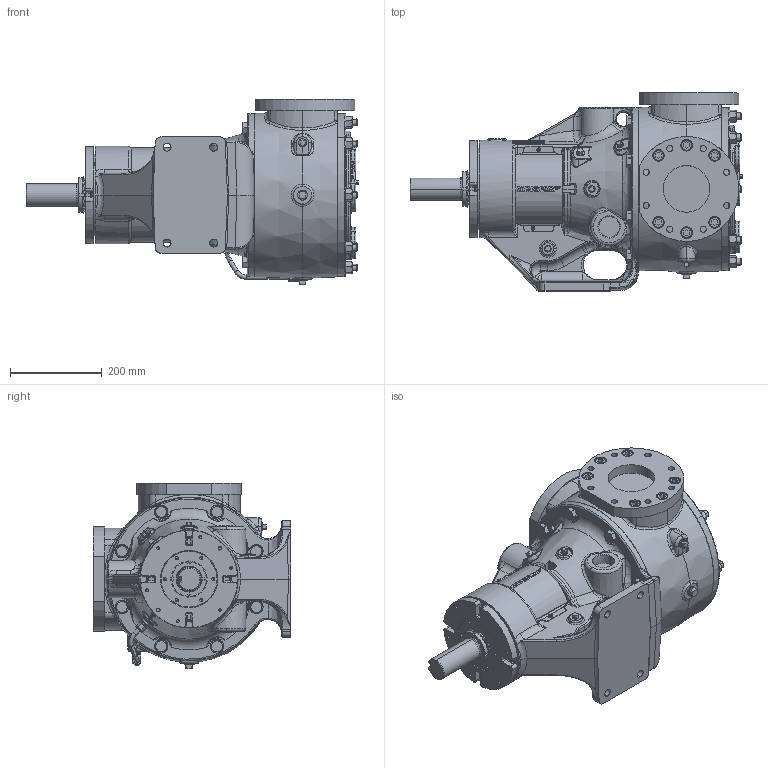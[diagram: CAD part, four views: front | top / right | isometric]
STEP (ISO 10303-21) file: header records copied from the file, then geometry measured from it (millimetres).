
FILE_DESCRIPTION (( 'STEP AP214' ), '1' );
FILE_NAME ('QV-2343.step', '2025-12-05T14:28:42', ( '' ), ( '' ), 'SwSTEP 2.0', 'SolidWorks 2024', '' );
FILE_SCHEMA (( 'AUTOMOTIVE_DESIGN' ));
Products named in the file (1): QV-2343
Bounding box: 724.26 x 431.8 x 405.66 mm (x, y, z)
Volume: 38848029.6 mm3; surface area: 1338601.7 mm2
Topology: 1 solids, 1 shells, 4030 faces, 10169 edges, 6399 vertices
Faces by surface type: plane 1388, bspline 1242, cylinder 702, cone 544, torus 116, sphere 38
Entity records: 181157 total; most frequent: CARTESIAN_POINT 94128, ORIENTED_EDGE 20164, DIRECTION 14560, EDGE_CURVE 10082, VERTEX_POINT 6396, AXIS2_PLACEMENT_3D 5071, VECTOR 4418, LINE 4418
